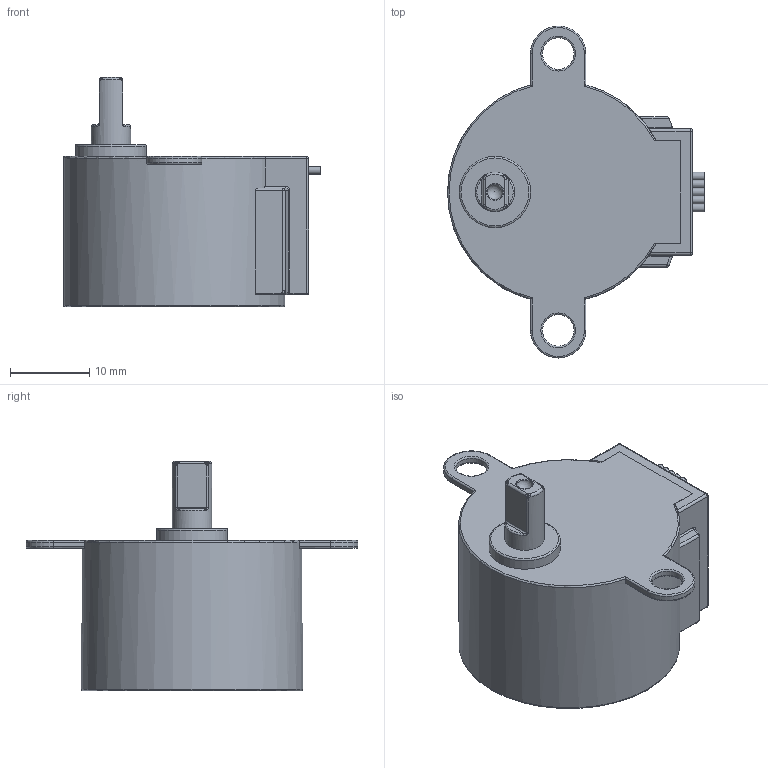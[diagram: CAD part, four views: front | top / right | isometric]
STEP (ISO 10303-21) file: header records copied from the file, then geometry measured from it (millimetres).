
FILE_DESCRIPTION(/* description */ ('','CAx-IF Rec.Pracs.---Representation and Presentation of Product Manufacturing Information (PMI)---4.0---2014-10-13'),/* implementation_level */ '2;1');
FILE_NAME(/* name */ 'Stepper_28BYJ-48 v3.step',/* time_stamp */ '2025-03-03T17:56:05+01:00',/* author */ (''),/* organization */ (''),/* preprocessor_version */ 'ST-DEVELOPER v20',/* originating_system */ 'Autodesk Translation Framework v13.20.0.188',/* authorisation */ '');
FILE_SCHEMA (('AP242_MANAGED_MODEL_BASED_3D_ENGINEERING_MIM_LF { 1 0 10303 442 1 1 4 }'));
Length unit declared in the file: millimetre
Products named in the file (1): Stepper_28BYJ-48
Bounding box: 32.5 x 42 x 29 mm (x, y, z)
Volume: 12781.1 mm3; surface area: 4507 mm2
Topology: 8 solids, 8 shells, 168 faces, 394 edges, 243 vertices
Faces by surface type: cylinder 53, plane 48, bspline 44, torus 18, sphere 5
Full cylindrical faces by diameter (mm): 1 x2, 4 x2, 5 x1, 9 x1, 28 x1
Entity records: 7929 total; most frequent: CARTESIAN_POINT 4112, ORIENTED_EDGE 786, DIRECTION 708, EDGE_CURVE 393, AXIS2_PLACEMENT_3D 288, VERTEX_POINT 243, EDGE_LOOP 176, FACE_OUTER_BOUND 168
